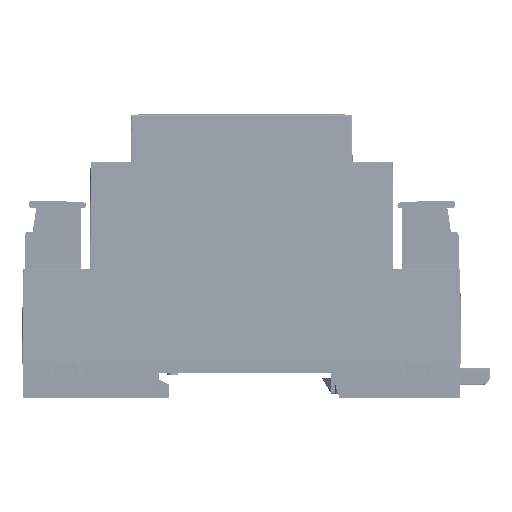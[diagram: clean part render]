
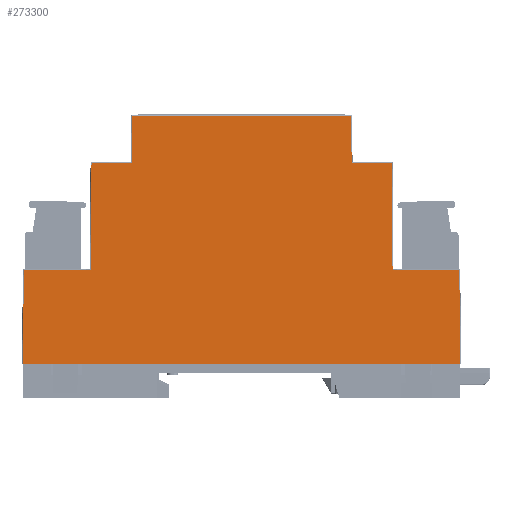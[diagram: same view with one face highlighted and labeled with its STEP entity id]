
A CAD part, left-side view. The second image highlights one B-rep face of the part: STEP entity #273300.
In plain terms, the highlighted planar face has unit normal (-1, 0, 0.009).
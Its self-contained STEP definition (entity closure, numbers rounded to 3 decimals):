
#717 = VERTEX_POINT ( 'NONE', #156079 ) ;
#2303 = VECTOR ( 'NONE', #202842, 1000. ) ;
#2359 = VECTOR ( 'NONE', #29100, 1000. ) ;
#5670 = VECTOR ( 'NONE', #182944, 1000. ) ;
#6605 = EDGE_CURVE ( 'NONE', #45265, #119113, #30140, .T. ) ;
#6619 = CARTESIAN_POINT ( 'NONE',  ( -48.998, -85.681, 153.309 ) ) ;
#6830 = VERTEX_POINT ( 'NONE', #147578 ) ;
#9689 = EDGE_CURVE ( 'NONE', #717, #171733, #119414, .T. ) ;
#11586 = CARTESIAN_POINT ( 'NONE',  ( -48.552, -63.237, 204.364 ) ) ;
#15707 = CARTESIAN_POINT ( 'NONE',  ( -48.998, -6.939, 153.309 ) ) ;
#23370 = LINE ( 'NONE', #49915, #5670 ) ;
#23475 = LINE ( 'NONE', #203784, #229867 ) ;
#27868 = CARTESIAN_POINT ( 'NONE',  ( -48.829, -9.559, 172.622 ) ) ;
#29100 = DIRECTION ( 'NONE',  ( 0.009, 0.009, 1. ) ) ;
#30140 = LINE ( 'NONE', #146837, #189083 ) ;
#31227 = CARTESIAN_POINT ( 'NONE',  ( -48.635, -9.752, 194.817 ) ) ;
#40443 = CARTESIAN_POINT ( 'NONE',  ( -48.998, -79.601, 153.309 ) ) ;
#40717 = EDGE_CURVE ( 'NONE', #225647, #100468, #157846, .T. ) ;
#43223 = EDGE_CURVE ( 'NONE', #125334, #166669, #23370, .T. ) ;
#45265 = VERTEX_POINT ( 'NONE', #209302 ) ;
#45695 = VERTEX_POINT ( 'NONE', #75794 ) ;
#47051 = EDGE_CURVE ( 'NONE', #45695, #83165, #270914, .T. ) ;
#49823 = LINE ( 'NONE', #212336, #97824 ) ;
#49915 = CARTESIAN_POINT ( 'NONE',  ( -48.829, -85.512, 172.622 ) ) ;
#51257 = CARTESIAN_POINT ( 'NONE',  ( -48.829, -71.755, 172.622 ) ) ;
#58897 = EDGE_CURVE ( 'NONE', #100468, #100179, #192216, .T. ) ;
#59031 = LINE ( 'NONE', #214345, #230114 ) ;
#60276 = CARTESIAN_POINT ( 'NONE',  ( -48.998, -85.681, 153.309 ) ) ;
#63532 = ORIENTED_EDGE ( 'NONE', *, *, #144518, .F. ) ;
#63984 = ORIENTED_EDGE ( 'NONE', *, *, #67909, .T. ) ;
#67909 = EDGE_CURVE ( 'NONE', #171733, #225647, #59031, .T. ) ;
#74797 = ORIENTED_EDGE ( 'NONE', *, *, #209204, .F. ) ;
#75794 = CARTESIAN_POINT ( 'NONE',  ( -48.552, -18.077, 204.364 ) ) ;
#77081 = ORIENTED_EDGE ( 'NONE', *, *, #285170, .T. ) ;
#77100 = ORIENTED_EDGE ( 'NONE', *, *, #43223, .T. ) ;
#80285 = CARTESIAN_POINT ( 'NONE',  ( -48.552, -63.237, 204.364 ) ) ;
#80730 = ORIENTED_EDGE ( 'NONE', *, *, #156923, .F. ) ;
#83165 = VERTEX_POINT ( 'NONE', #80285 ) ;
#88203 = CARTESIAN_POINT ( 'NONE',  ( -48.998, 4.367, 153.309 ) ) ;
#94915 = ORIENTED_EDGE ( 'NONE', *, *, #120268, .T. ) ;
#97824 = VECTOR ( 'NONE', #280370, 1000. ) ;
#100179 = VERTEX_POINT ( 'NONE', #88203 ) ;
#100468 = VERTEX_POINT ( 'NONE', #280289 ) ;
#105276 = LINE ( 'NONE', #154121, #234544 ) ;
#107294 = ORIENTED_EDGE ( 'NONE', *, *, #40717, .T. ) ;
#107833 = DIRECTION ( 'NONE',  ( -0.009, 0.009, -1. ) ) ;
#109683 = VECTOR ( 'NONE', #168230, 1000. ) ;
#112180 = DIRECTION ( 'NONE',  ( 0.009, -0.009, 1. ) ) ;
#112700 = LINE ( 'NONE', #273765, #2303 ) ;
#119113 = VERTEX_POINT ( 'NONE', #126483 ) ;
#119160 = CARTESIAN_POINT ( 'NONE',  ( -48.998, -79.601, 153.309 ) ) ;
#119414 = LINE ( 'NONE', #280531, #119911 ) ;
#119911 = VECTOR ( 'NONE', #255468, 1000. ) ;
#120268 = EDGE_CURVE ( 'NONE', #266178, #125334, #112700, .T. ) ;
#121735 = DIRECTION ( 'NONE',  ( 0., 1., 0. ) ) ;
#125334 = VERTEX_POINT ( 'NONE', #215969 ) ;
#126483 = CARTESIAN_POINT ( 'NONE',  ( -48.998, -6.939, 153.309 ) ) ;
#129687 = EDGE_CURVE ( 'NONE', #209407, #45265, #259299, .T. ) ;
#130663 = ORIENTED_EDGE ( 'NONE', *, *, #266859, .F. ) ;
#140010 = DIRECTION ( 'NONE',  ( 0., 1., 0. ) ) ;
#144518 = EDGE_CURVE ( 'NONE', #717, #45695, #23475, .T. ) ;
#146837 = CARTESIAN_POINT ( 'NONE',  ( -48.998, -40.657, 153.309 ) ) ;
#147578 = CARTESIAN_POINT ( 'NONE',  ( -48.635, -63.321, 194.817 ) ) ;
#152294 = CARTESIAN_POINT ( 'NONE',  ( -48.998, -1.713, 153.309 ) ) ;
#154121 = CARTESIAN_POINT ( 'NONE',  ( -48.998, -1.713, 153.309 ) ) ;
#154801 = ORIENTED_EDGE ( 'NONE', *, *, #6605, .F. ) ;
#155684 = DIRECTION ( 'NONE',  ( 0., -1., 0. ) ) ;
#156079 = CARTESIAN_POINT ( 'NONE',  ( -48.635, -17.993, 194.817 ) ) ;
#156923 = EDGE_CURVE ( 'NONE', #272855, #100179, #105276, .T. ) ;
#157824 = EDGE_CURVE ( 'NONE', #201599, #6830, #49823, .T. ) ;
#157846 = LINE ( 'NONE', #163616, #268780 ) ;
#159096 = EDGE_CURVE ( 'NONE', #266178, #209407, #232275, .T. ) ;
#163616 = CARTESIAN_POINT ( 'NONE',  ( -48.829, -9.559, 172.622 ) ) ;
#165569 = VECTOR ( 'NONE', #219263, 1000. ) ;
#166669 = VERTEX_POINT ( 'NONE', #202647 ) ;
#167396 = ORIENTED_EDGE ( 'NONE', *, *, #47051, .F. ) ;
#168230 = DIRECTION ( 'NONE',  ( -0.009, -0.009, -1. ) ) ;
#170922 = LINE ( 'NONE', #15707, #192399 ) ;
#171733 = VERTEX_POINT ( 'NONE', #31227 ) ;
#172642 = PLANE ( 'NONE',  #194220 ) ;
#173692 = ORIENTED_EDGE ( 'NONE', *, *, #9689, .T. ) ;
#182944 = DIRECTION ( 'NONE',  ( 0., 1., 0. ) ) ;
#189083 = VECTOR ( 'NONE', #121735, 1000. ) ;
#191124 = ORIENTED_EDGE ( 'NONE', *, *, #129687, .F. ) ;
#191869 = DIRECTION ( 'NONE',  ( -1., 0., 0.009 ) ) ;
#192216 = LINE ( 'NONE', #282470, #277298 ) ;
#192399 = VECTOR ( 'NONE', #281844, 1000. ) ;
#194220 = AXIS2_PLACEMENT_3D ( 'NONE', #60276, #191869, #237793 ) ;
#195140 = ORIENTED_EDGE ( 'NONE', *, *, #157824, .T. ) ;
#197942 = DIRECTION ( 'NONE',  ( -0.009, 0.009, -1. ) ) ;
#201599 = VERTEX_POINT ( 'NONE', #235822 ) ;
#202647 = CARTESIAN_POINT ( 'NONE',  ( -48.829, -71.755, 172.622 ) ) ;
#202842 = DIRECTION ( 'NONE',  ( 0.009, 0.009, 1. ) ) ;
#202886 = CARTESIAN_POINT ( 'NONE',  ( -48.552, -18.077, 204.364 ) ) ;
#203784 = CARTESIAN_POINT ( 'NONE',  ( -48.635, -17.993, 194.817 ) ) ;
#209204 = EDGE_CURVE ( 'NONE', #83165, #6830, #214059, .T. ) ;
#209302 = CARTESIAN_POINT ( 'NONE',  ( -48.998, -74.375, 153.309 ) ) ;
#209407 = VERTEX_POINT ( 'NONE', #119160 ) ;
#212272 = VECTOR ( 'NONE', #155684, 1000. ) ;
#212336 = CARTESIAN_POINT ( 'NONE',  ( -48.635, -71.562, 194.817 ) ) ;
#214059 = LINE ( 'NONE', #11586, #109683 ) ;
#214345 = CARTESIAN_POINT ( 'NONE',  ( -48.635, -9.752, 194.817 ) ) ;
#215969 = CARTESIAN_POINT ( 'NONE',  ( -48.829, -85.512, 172.622 ) ) ;
#219263 = DIRECTION ( 'NONE',  ( 0., 1., 0. ) ) ;
#222244 = CARTESIAN_POINT ( 'NONE',  ( -48.998, -85.681, 153.309 ) ) ;
#225647 = VERTEX_POINT ( 'NONE', #27868 ) ;
#229867 = VECTOR ( 'NONE', #112180, 1000. ) ;
#230114 = VECTOR ( 'NONE', #197942, 1000. ) ;
#232275 = B_SPLINE_CURVE_WITH_KNOTS ( 'NONE', 1,
 ( #222244, #40443 ),
 .UNSPECIFIED., .F., .F.,
 ( 2, 2 ),
 ( 0., 0.006 ),
 .UNSPECIFIED. ) ;
#233553 = EDGE_LOOP ( 'NONE', ( #77100, #77081, #195140, #74797, #167396, #63532, #173692, #63984, #107294, #283283, #80730, #130663, #154801, #191124, #262199, #94915 ) ) ;
#234544 = VECTOR ( 'NONE', #244351, 1000. ) ;
#235822 = CARTESIAN_POINT ( 'NONE',  ( -48.635, -71.562, 194.817 ) ) ;
#237793 = DIRECTION ( 'NONE',  ( 0., 1., 0. ) ) ;
#239236 = FACE_OUTER_BOUND ( 'NONE', #233553, .T. ) ;
#239977 = LINE ( 'NONE', #51257, #2359 ) ;
#244351 = DIRECTION ( 'NONE',  ( 0., 1., 0. ) ) ;
#255468 = DIRECTION ( 'NONE',  ( 0., 1., 0. ) ) ;
#259299 = LINE ( 'NONE', #262141, #165569 ) ;
#262141 = CARTESIAN_POINT ( 'NONE',  ( -48.998, -79.601, 153.309 ) ) ;
#262199 = ORIENTED_EDGE ( 'NONE', *, *, #159096, .F. ) ;
#266178 = VERTEX_POINT ( 'NONE', #6619 ) ;
#266859 = EDGE_CURVE ( 'NONE', #119113, #272855, #170922, .T. ) ;
#268780 = VECTOR ( 'NONE', #140010, 1000. ) ;
#270914 = LINE ( 'NONE', #202886, #212272 ) ;
#272855 = VERTEX_POINT ( 'NONE', #152294 ) ;
#273300 = ADVANCED_FACE ( 'NONE', ( #239236 ), #172642, .T. ) ;
#273765 = CARTESIAN_POINT ( 'NONE',  ( -48.998, -85.681, 153.309 ) ) ;
#277298 = VECTOR ( 'NONE', #107833, 1000. ) ;
#280289 = CARTESIAN_POINT ( 'NONE',  ( -48.829, 4.198, 172.622 ) ) ;
#280370 = DIRECTION ( 'NONE',  ( 0., 1., 0. ) ) ;
#280531 = CARTESIAN_POINT ( 'NONE',  ( -48.635, -17.993, 194.817 ) ) ;
#281844 = DIRECTION ( 'NONE',  ( 0., 1., 0. ) ) ;
#282470 = CARTESIAN_POINT ( 'NONE',  ( -48.829, 4.198, 172.622 ) ) ;
#283283 = ORIENTED_EDGE ( 'NONE', *, *, #58897, .T. ) ;
#285170 = EDGE_CURVE ( 'NONE', #166669, #201599, #239977, .T. ) ;
